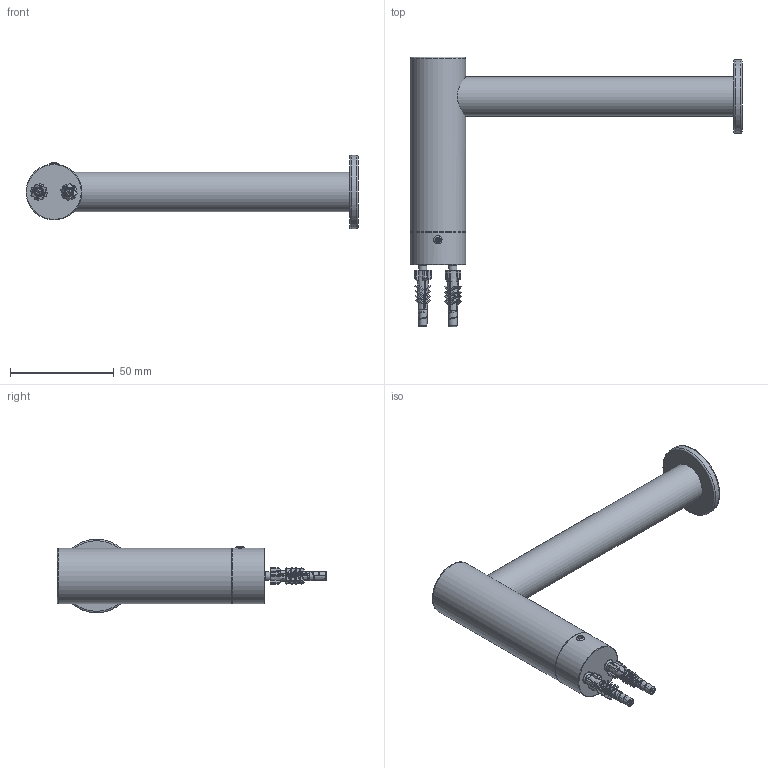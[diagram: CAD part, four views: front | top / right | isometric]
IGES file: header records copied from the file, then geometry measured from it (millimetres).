
Global section: file name: No Iges File Name specified; native system: Autodesk Inventor 2012; preprocessor: AutoDesk Inventor Iges Exporter R2012; author: mblakey; date: 20121106.093110; units: millimetre
Bounding box: 159.85 x 129.91 x 35.53 mm (x, y, z)
Volume: 62354.4 mm3; surface area: 39170.6 mm2
Topology: 10 solids, 10 shells, 545 faces, 1541 edges, 1008 vertices
Faces by surface type: plane 429, revolution 56, cylinder 33, cone 16, torus 7, bspline 4
Full cylindrical faces by diameter (mm): 3.92 x2, 4 x1, 6 x1, 8.2 x2, 17.5 x1, 19.05 x1, 20.38 x2, 26.85 x2, 35.526 x1
